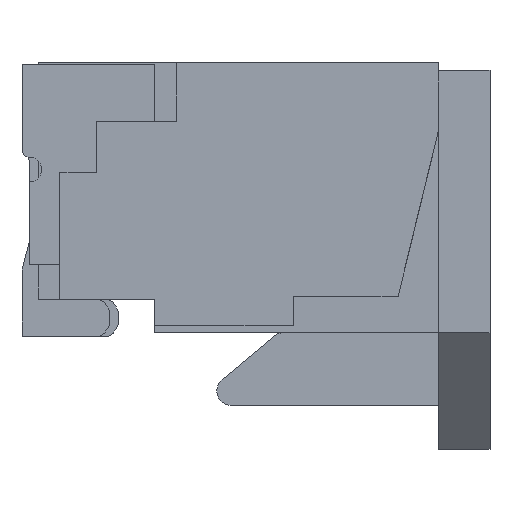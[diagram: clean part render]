
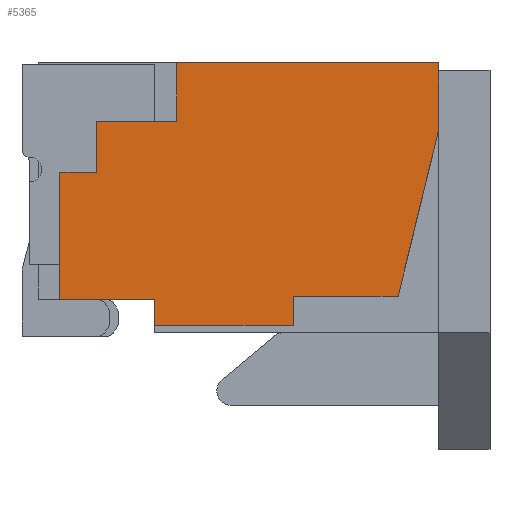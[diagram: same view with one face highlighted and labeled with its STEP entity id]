
A CAD part, left-side view. The second image highlights one B-rep face of the part: STEP entity #5365.
In plain terms, the highlighted planar face has unit normal (-1, 0, 0).
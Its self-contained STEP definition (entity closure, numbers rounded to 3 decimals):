
#734=ORIENTED_EDGE('',*,*,#1749,.F.);
#735=ORIENTED_EDGE('',*,*,#2171,.T.);
#736=ORIENTED_EDGE('',*,*,#1742,.F.);
#737=ORIENTED_EDGE('',*,*,#1832,.F.);
#738=ORIENTED_EDGE('',*,*,#1731,.F.);
#739=ORIENTED_EDGE('',*,*,#1955,.T.);
#740=ORIENTED_EDGE('',*,*,#2148,.F.);
#741=ORIENTED_EDGE('',*,*,#1829,.T.);
#742=ORIENTED_EDGE('',*,*,#1827,.T.);
#743=ORIENTED_EDGE('',*,*,#1825,.T.);
#744=ORIENTED_EDGE('',*,*,#1822,.T.);
#745=ORIENTED_EDGE('',*,*,#2170,.T.);
#746=ORIENTED_EDGE('',*,*,#2172,.F.);
#1731=EDGE_CURVE('',#2519,#2515,#3043,.T.);
#1742=EDGE_CURVE('',#2530,#2531,#3054,.T.);
#1749=EDGE_CURVE('',#2536,#2537,#3061,.T.);
#1822=EDGE_CURVE('',#2591,#2593,#3134,.T.);
#1825=EDGE_CURVE('',#2595,#2591,#3137,.T.);
#1827=EDGE_CURVE('',#2596,#2595,#3139,.T.);
#1829=EDGE_CURVE('',#2597,#2596,#3141,.T.);
#1832=EDGE_CURVE('',#2515,#2530,#3144,.T.);
#1955=EDGE_CURVE('',#2519,#2709,#3267,.T.);
#2148=EDGE_CURVE('',#2597,#2709,#3460,.T.);
#2170=EDGE_CURVE('',#2593,#2858,#3482,.T.);
#2171=EDGE_CURVE('',#2536,#2531,#3483,.T.);
#2172=EDGE_CURVE('',#2537,#2858,#3484,.T.);
#2515=VERTEX_POINT('',#7159);
#2519=VERTEX_POINT('',#7167);
#2530=VERTEX_POINT('',#7193);
#2531=VERTEX_POINT('',#7194);
#2536=VERTEX_POINT('',#7206);
#2537=VERTEX_POINT('',#7208);
#2591=VERTEX_POINT('',#7347);
#2593=VERTEX_POINT('',#7351);
#2595=VERTEX_POINT('',#7358);
#2596=VERTEX_POINT('',#7362);
#2597=VERTEX_POINT('',#7366);
#2709=VERTEX_POINT('',#7633);
#2858=VERTEX_POINT('',#8057);
#3043=LINE('',#7168,#3791);
#3054=LINE('',#7192,#3802);
#3061=LINE('',#7207,#3809);
#3134=LINE('',#7352,#3882);
#3137=LINE('',#7357,#3885);
#3139=LINE('',#7361,#3887);
#3141=LINE('',#7365,#3889);
#3144=LINE('',#7370,#3892);
#3267=LINE('',#7634,#4015);
#3460=LINE('',#8018,#4208);
#3482=LINE('',#8058,#4230);
#3483=LINE('',#8060,#4231);
#3484=LINE('',#8061,#4232);
#3791=VECTOR('',#5834,1000.);
#3802=VECTOR('',#5851,1000.);
#3809=VECTOR('',#5860,1000.);
#3882=VECTOR('',#5963,1000.);
#3885=VECTOR('',#5968,1000.);
#3887=VECTOR('',#5972,1000.);
#3889=VECTOR('',#5976,1000.);
#3892=VECTOR('',#5981,1000.);
#4015=VECTOR('',#6162,1000.);
#4208=VECTOR('',#6457,1000.);
#4230=VECTOR('',#6497,1000.);
#4231=VECTOR('',#6500,1000.);
#4232=VECTOR('',#6501,1000.);
#4648=EDGE_LOOP('',(#734,#735,#736,#737,#738,#739,#740,#741,#742,#743,#744,
#745,#746));
#4900=FACE_BOUND('',#4648,.T.);
#5151=PLANE('',#5648);
#5365=ADVANCED_FACE('',(#4900),#5151,.F.);
#5648=AXIS2_PLACEMENT_3D('',#8059,#6498,#6499);
#5834=DIRECTION('',(0.,0.237,-0.972));
#5851=DIRECTION('',(0.,0.,-1.));
#5860=DIRECTION('',(0.,0.,1.));
#5963=DIRECTION('',(0.,1.,0.));
#5968=DIRECTION('',(0.,0.,-1.));
#5972=DIRECTION('',(0.,1.,0.));
#5976=DIRECTION('',(0.,0.,-1.));
#5981=DIRECTION('',(0.,1.,0.));
#6162=DIRECTION('',(0.,0.,1.));
#6457=DIRECTION('',(0.,-1.,0.));
#6497=DIRECTION('',(0.,0.,-1.));
#6498=DIRECTION('',(1.,0.,0.));
#6499=DIRECTION('',(0.,0.,-1.));
#6500=DIRECTION('',(0.,-1.,0.));
#6501=DIRECTION('',(0.,1.,0.));
#7159=CARTESIAN_POINT('',(-5.9,0.28,-0.675));
#7167=CARTESIAN_POINT('',(-5.9,0.,0.475));
#7168=CARTESIAN_POINT('',(-5.9,0.,0.475));
#7192=CARTESIAN_POINT('',(-5.9,1.,-0.675));
#7193=CARTESIAN_POINT('',(-5.9,1.,-0.675));
#7194=CARTESIAN_POINT('',(-5.9,1.,-0.875));
#7206=CARTESIAN_POINT('',(-5.9,1.95,-0.875));
#7207=CARTESIAN_POINT('',(-5.9,1.95,-0.925));
#7208=CARTESIAN_POINT('',(-5.9,1.95,-0.695));
#7347=CARTESIAN_POINT('',(-5.9,2.35,0.175));
#7351=CARTESIAN_POINT('',(-5.9,2.6,0.175));
#7352=CARTESIAN_POINT('',(-5.9,2.75,0.175));
#7357=CARTESIAN_POINT('',(-5.9,2.35,-0.925));
#7358=CARTESIAN_POINT('',(-5.9,2.35,0.525));
#7361=CARTESIAN_POINT('',(-5.9,2.75,0.525));
#7362=CARTESIAN_POINT('',(-5.9,1.8,0.525));
#7365=CARTESIAN_POINT('',(-5.9,1.8,0.925));
#7366=CARTESIAN_POINT('',(-5.9,1.8,0.925));
#7370=CARTESIAN_POINT('',(-5.9,2.75,-0.675));
#7633=CARTESIAN_POINT('',(-5.9,0.,0.925));
#7634=CARTESIAN_POINT('',(-5.9,0.,-0.925));
#8018=CARTESIAN_POINT('',(-5.9,2.75,0.925));
#8057=CARTESIAN_POINT('',(-5.9,2.6,-0.695));
#8058=CARTESIAN_POINT('',(-5.9,2.6,0.175));
#8059=CARTESIAN_POINT('',(-5.9,2.75,-0.925));
#8060=CARTESIAN_POINT('',(-5.9,1.95,-0.875));
#8061=CARTESIAN_POINT('',(-5.9,2.75,-0.695));
